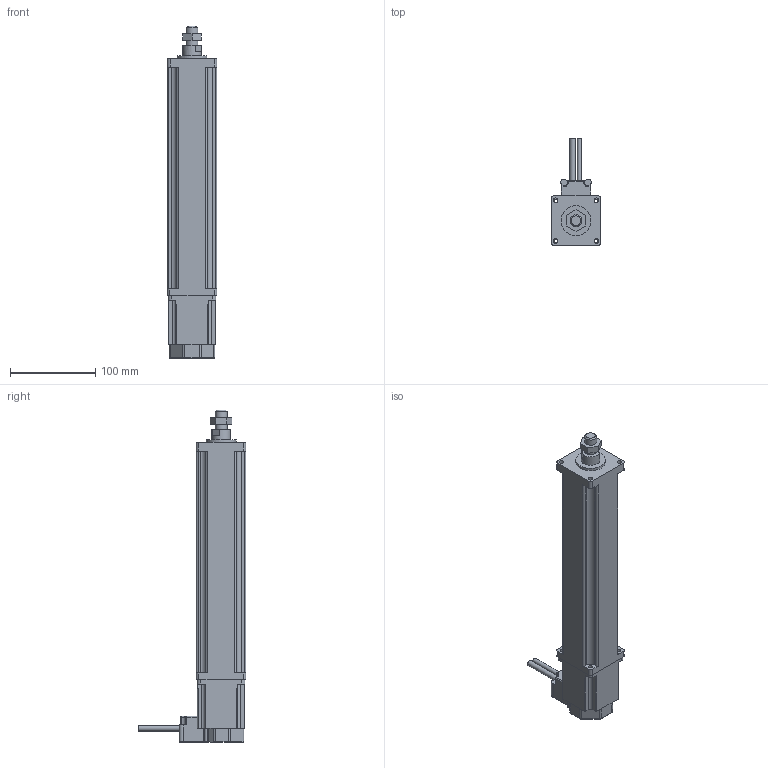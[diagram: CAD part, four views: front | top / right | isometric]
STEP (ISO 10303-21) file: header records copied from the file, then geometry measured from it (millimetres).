
FILE_DESCRIPTION(/* description */ ('Alibre Inc.'),/* implementation_level */ '2;1');
FILE_NAME(/* name */ 'export0',/* time_stamp */ '2005-09-23T15:59:14-04:00',/* author */ (''),/* organization */ (''),/* preprocessor_version */ 'ST-DEVELOPER v10',/* originating_system */ 'Alibre',/* authorisation */ '');
FILE_SCHEMA (('CONFIG_CONTROL_DESIGN'));
Length unit declared in the file: centimetre
Products named in the file (3): ID_1; ID_2
Bounding box: 58 x 126.32 x 389.5 mm (x, y, z)
Volume: 1052922.2 mm3; surface area: 98229.4 mm2
Topology: 2 solids, 2 shells, 213 faces, 559 edges, 357 vertices
Faces by surface type: cylinder 99, plane 89, torus 20, sphere 4, cone 1
Full cylindrical faces by diameter (mm): 3.5 x2, 4.5 x8, 5.5 x5, 6.5 x1, 8 x1, 14 x2, 22 x1, 35 x1, 38.13 x1
Entity records: 6505 total; most frequent: CARTESIAN_POINT 1062, DIRECTION 1050, ORIENTED_EDGE 1048, EDGE_CURVE 524, AXIS2_PLACEMENT_3D 433, VERTEX_POINT 349, VECTOR 280, LINE 280
